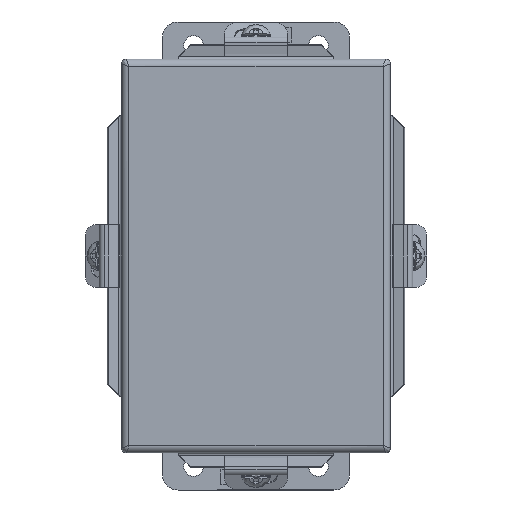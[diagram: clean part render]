
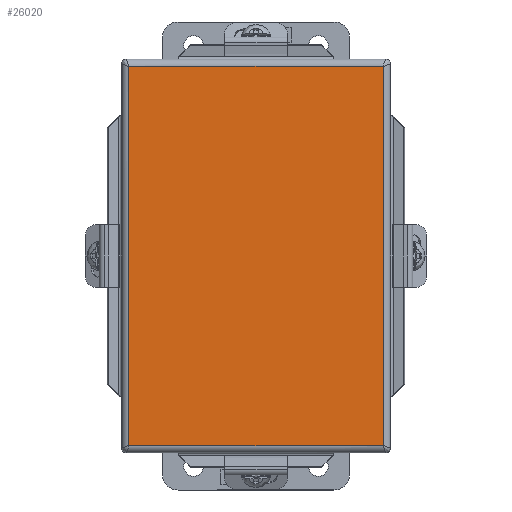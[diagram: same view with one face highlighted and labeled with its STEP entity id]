
A CAD part, front view. The second image highlights one B-rep face of the part: STEP entity #26020.
In plain terms, the highlighted planar face has unit normal (0, -1, 0).
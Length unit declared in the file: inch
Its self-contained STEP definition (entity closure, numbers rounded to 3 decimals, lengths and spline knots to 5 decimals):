
#503 = LINE ( 'NONE', #25099, #11406 ) ;
#1740 = CARTESIAN_POINT ( 'NONE',  ( -2.0378, -4.19685, 3.0378 ) ) ;
#1788 = DIRECTION ( 'NONE',  ( 1., 0., 0. ) ) ;
#3176 = DIRECTION ( 'NONE',  ( -1., 0., 0. ) ) ;
#5383 = VECTOR ( 'NONE', #22384, 39.37008 ) ;
#7087 = VERTEX_POINT ( 'NONE', #9284 ) ;
#7724 = PLANE ( 'NONE',  #24814 ) ;
#8274 = CARTESIAN_POINT ( 'NONE',  ( 2.0378, -4.19685, -3.0378 ) ) ;
#9284 = CARTESIAN_POINT ( 'NONE',  ( 2.0378, -4.19685, 3.0378 ) ) ;
#9907 = EDGE_CURVE ( 'NONE', #7087, #19631, #22273, .T. ) ;
#11406 = VECTOR ( 'NONE', #1788, 39.37008 ) ;
#11803 = VECTOR ( 'NONE', #3176, 39.37008 ) ;
#12751 = EDGE_CURVE ( 'NONE', #22598, #7087, #30344, .T. ) ;
#13166 = FACE_OUTER_BOUND ( 'NONE', #15865, .T. ) ;
#14986 = ORIENTED_EDGE ( 'NONE', *, *, #23863, .T. ) ;
#15865 = EDGE_LOOP ( 'NONE', ( #14986, #30557, #21007, #19766 ) ) ;
#17524 = EDGE_CURVE ( 'NONE', #23841, #22598, #503, .T. ) ;
#18755 = CARTESIAN_POINT ( 'NONE',  ( 2.0378, -4.19685, 3.15591 ) ) ;
#19631 = VERTEX_POINT ( 'NONE', #1740 ) ;
#19766 = ORIENTED_EDGE ( 'NONE', *, *, #9907, .T. ) ;
#20637 = VECTOR ( 'NONE', #31620, 39.37008 ) ;
#20790 = DIRECTION ( 'NONE',  ( 0., 0., -1. ) ) ;
#21007 = ORIENTED_EDGE ( 'NONE', *, *, #12751, .T. ) ;
#21087 = LINE ( 'NONE', #29396, #5383 ) ;
#22273 = LINE ( 'NONE', #31452, #11803 ) ;
#22384 = DIRECTION ( 'NONE',  ( 0., 0., -1. ) ) ;
#22598 = VERTEX_POINT ( 'NONE', #8274 ) ;
#23841 = VERTEX_POINT ( 'NONE', #27484 ) ;
#23863 = EDGE_CURVE ( 'NONE', #19631, #23841, #21087, .T. ) ;
#24814 = AXIS2_PLACEMENT_3D ( 'NONE', #25769, #28383, #20790 ) ;
#25099 = CARTESIAN_POINT ( 'NONE',  ( 2.15591, -4.19685, -3.0378 ) ) ;
#25769 = CARTESIAN_POINT ( 'NONE',  ( 0., -4.19685, 0. ) ) ;
#26020 = ADVANCED_FACE ( 'NONE', ( #13166 ), #7724, .T. ) ;
#27484 = CARTESIAN_POINT ( 'NONE',  ( -2.0378, -4.19685, -3.0378 ) ) ;
#28383 = DIRECTION ( 'NONE',  ( 0., -1., 0. ) ) ;
#29396 = CARTESIAN_POINT ( 'NONE',  ( -2.0378, -4.19685, -3.15591 ) ) ;
#30344 = LINE ( 'NONE', #18755, #20637 ) ;
#30557 = ORIENTED_EDGE ( 'NONE', *, *, #17524, .T. ) ;
#31452 = CARTESIAN_POINT ( 'NONE',  ( -2.15591, -4.19685, 3.0378 ) ) ;
#31620 = DIRECTION ( 'NONE',  ( 0., 0., 1. ) ) ;
